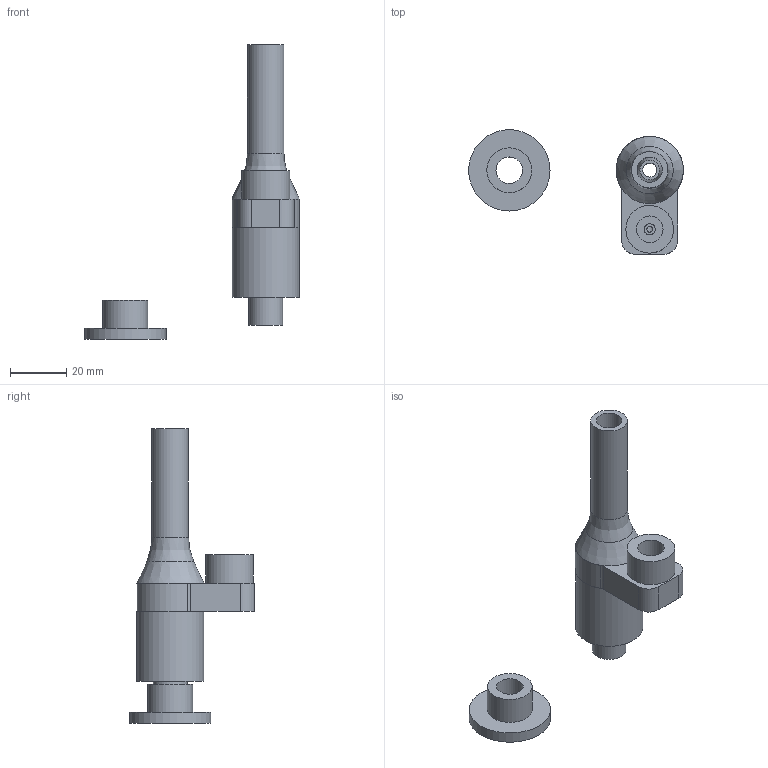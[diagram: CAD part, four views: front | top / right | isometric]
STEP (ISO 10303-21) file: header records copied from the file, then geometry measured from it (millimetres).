
FILE_DESCRIPTION((' '),'2;1');
FILE_NAME('pump.stp','2014-03-09T14:18:38',(' '),(' '),' ','ACIS',' ');
FILE_SCHEMA(('CONFIG_CONTROL_DESIGN'));
Length unit declared in the file: millimetre
Products named in the file (6): pump.stp; pump_ForBodies; Component2; Component3; Component4; Component5
Assembly tree (5 placements, depth 2):
  pump.stp
    pump_ForBodies
    Component2
    Component3
    Component4
    Component5
Bounding box: 76.5 x 44.5 x 105 mm (x, y, z)
Volume: 25170.4 mm3; surface area: 17239.2 mm2
Topology: 5 solids, 5 shells, 62 faces, 115 edges, 71 vertices
Faces by surface type: cylinder 31, plane 23, cone 4, bspline 3, torus 1
Full cylindrical faces by diameter (mm): 4 x3, 5 x2, 7 x1, 9 x1, 9.5 x2, 12 x2, 13 x2, 16 x1, 17 x1, 18 x2, 24 x1, 29 x1
Entity records: 2456 total; most frequent: CARTESIAN_POINT 486, DIRECTION 282, ORIENTED_EDGE 166, AXIS2_PLACEMENT_3D 134, EDGE_LOOP 110, EDGE_CURVE 83, VERTEX_POINT 66, FACE_OUTER_BOUND 62
